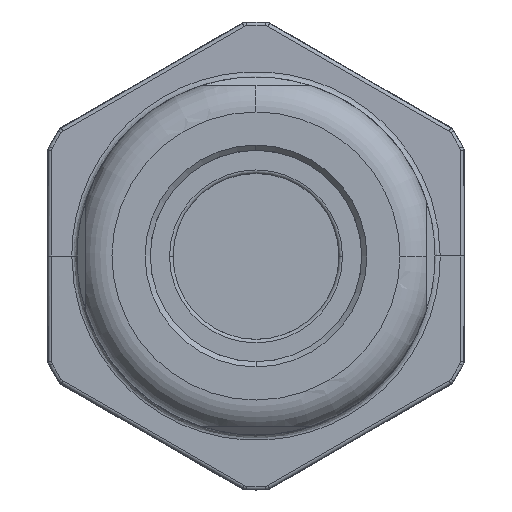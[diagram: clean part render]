
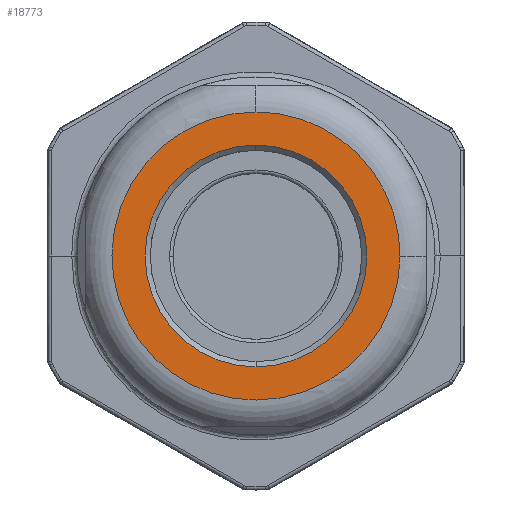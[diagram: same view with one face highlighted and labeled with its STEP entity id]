
A CAD part, front view. The second image highlights one B-rep face of the part: STEP entity #18773.
In plain terms, the highlighted planar face has unit normal (0, -1, 0).
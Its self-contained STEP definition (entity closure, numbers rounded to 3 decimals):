
#3523=CARTESIAN_POINT('',(0.,-38.55,0.));
#3524=DIRECTION('',(0.,1.,0.));
#3525=DIRECTION('',(1.,0.,-0.005));
#3526=AXIS2_PLACEMENT_3D('',#3523,#3524,#3525);
#3528=CARTESIAN_POINT('',(0.,-38.55,0.));
#3529=DIRECTION('',(0.,1.,0.));
#3530=DIRECTION('',(0.001,0.,-1.));
#3531=AXIS2_PLACEMENT_3D('',#3528,#3529,#3530);
#3533=CARTESIAN_POINT('',(0.,-38.55,0.));
#3534=DIRECTION('',(0.,1.,0.));
#3535=DIRECTION('',(-1.,0.,0.005));
#3536=AXIS2_PLACEMENT_3D('',#3533,#3534,#3535);
#3538=CARTESIAN_POINT('',(-0.012,-38.55,8.25));
#3539=CARTESIAN_POINT('',(-0.008,-38.55,8.25));
#3540=CARTESIAN_POINT('',(-0.004,-38.55,8.25));
#3541=CARTESIAN_POINT('',(0.,-38.55,8.25));
#3543=CARTESIAN_POINT('',(0.,-38.55,0.));
#3544=DIRECTION('',(0.,1.,0.));
#3545=DIRECTION('',(0.,0.,1.));
#3546=AXIS2_PLACEMENT_3D('',#3543,#3544,#3545);
#3548=CARTESIAN_POINT('',(0.,-38.55,0.));
#3549=DIRECTION('',(0.,-1.,0.));
#3550=DIRECTION('',(0.,0.,-1.));
#3551=AXIS2_PLACEMENT_3D('',#3548,#3549,#3550);
#3553=CARTESIAN_POINT('',(0.,-38.55,0.));
#3554=DIRECTION('',(0.,-1.,0.));
#3555=DIRECTION('',(0.,0.,1.));
#3556=AXIS2_PLACEMENT_3D('',#3553,#3554,#3555);
#12969=VERTEX_POINT('',#3538);
#12970=VERTEX_POINT('',#3541);
#12971=CARTESIAN_POINT('',(8.25,-38.55,
-0.044));
#12972=CARTESIAN_POINT('',(0.012,-38.55,
-8.25));
#12973=VERTEX_POINT('',#12971);
#12974=VERTEX_POINT('',#12972);
#12975=CARTESIAN_POINT('',(-8.25,-38.55,
0.044));
#12976=VERTEX_POINT('',#12975);
#12985=CARTESIAN_POINT('',(0.,-38.55,-6.35));
#12986=CARTESIAN_POINT('',(0.,-38.55,6.35));
#12987=VERTEX_POINT('',#12985);
#12988=VERTEX_POINT('',#12986);
#18754=CARTESIAN_POINT('',(-0.002,-38.55,-0.002));
#18755=DIRECTION('',(0.,1.,0.));
#18756=DIRECTION('',(-1.,0.,0.));
#18757=AXIS2_PLACEMENT_3D('',#18754,#18755,#18756);
#18758=PLANE('',#18757);
#18759=ORIENTED_EDGE('',*,*,#18729,.T.);
#18760=ORIENTED_EDGE('',*,*,#18727,.T.);
#18761=ORIENTED_EDGE('',*,*,#18725,.T.);
#18762=ORIENTED_EDGE('',*,*,#18723,.T.);
#18764=ORIENTED_EDGE('',*,*,#18763,.T.);
#18765=EDGE_LOOP('',(#18759,#18760,#18761,#18762,#18764));
#18766=FACE_OUTER_BOUND('',#18765,.F.);
#18768=ORIENTED_EDGE('',*,*,#18767,.T.);
#18770=ORIENTED_EDGE('',*,*,#18769,.T.);
#18771=EDGE_LOOP('',(#18768,#18770));
#18772=FACE_BOUND('',#18771,.F.);
#18773=ADVANCED_FACE('',(#18766,#18772),#18758,.F.);
#3527=CIRCLE('',#3526,8.25);
#3532=CIRCLE('',#3531,8.25);
#3537=CIRCLE('',#3536,8.25);
#3542=B_SPLINE_CURVE_WITH_KNOTS('',3,(#3538,#3539,#3540,#3541),.UNSPECIFIED.,
.F.,.F.,(4,4),(0.,1.),.UNSPECIFIED.);
#3547=CIRCLE('',#3546,8.25);
#3552=CIRCLE('',#3551,6.35);
#3557=CIRCLE('',#3556,6.35);
#18723=EDGE_CURVE('',#12969,#12970,#3542,.T.);
#18725=EDGE_CURVE('',#12976,#12969,#3537,.T.);
#18727=EDGE_CURVE('',#12974,#12976,#3532,.T.);
#18729=EDGE_CURVE('',#12973,#12974,#3527,.T.);
#18763=EDGE_CURVE('',#12970,#12973,#3547,.T.);
#18767=EDGE_CURVE('',#12987,#12988,#3552,.T.);
#18769=EDGE_CURVE('',#12988,#12987,#3557,.T.);
